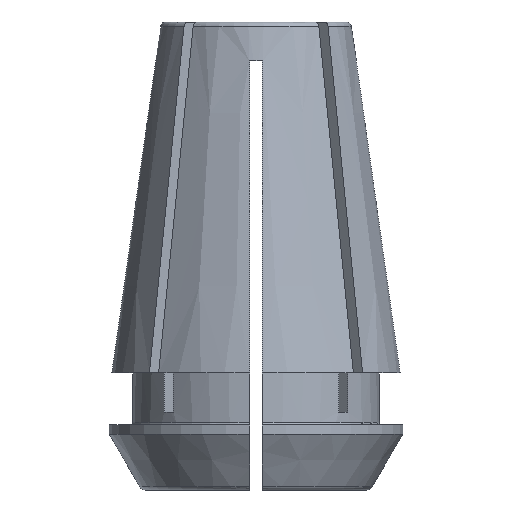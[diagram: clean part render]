
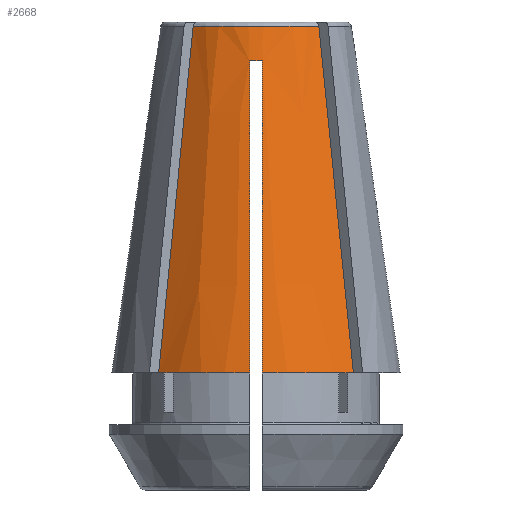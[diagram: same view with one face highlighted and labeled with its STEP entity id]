
A CAD part, front view. The second image highlights one B-rep face of the part: STEP entity #2668.
In plain terms, the highlighted conical face has half-angle 8 degrees and reference radius 5.502 mm.
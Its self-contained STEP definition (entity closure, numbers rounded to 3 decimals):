
#44=B_SPLINE_CURVE_WITH_KNOTS('',3,(#4038,#4039,#4040,#4041,#4042,#4043,
#4044),.UNSPECIFIED.,.F.,.F.,(4,3,4),(0.,0.006,
0.013),.UNSPECIFIED.);
#45=B_SPLINE_CURVE_WITH_KNOTS('',3,(#4049,#4050,#4051,#4052,#4053,#4054,
#4055),.UNSPECIFIED.,.F.,.F.,(4,3,4),(0.,0.01,
0.013),.UNSPECIFIED.);
#46=B_SPLINE_CURVE_WITH_KNOTS('',3,(#4059,#4060,#4061,#4062,#4063,#4064,
#4065,#4066,#4067,#4068),.UNSPECIFIED.,.F.,.F.,(4,3,3,4),(0.006,
0.007,0.014,0.018),
 .UNSPECIFIED.);
#47=B_SPLINE_CURVE_WITH_KNOTS('',3,(#4072,#4073,#4074,#4075,#4076,#4077,
#4078,#4079,#4080,#4081),.UNSPECIFIED.,.F.,.F.,(4,3,3,4),(0.006,
0.007,0.014,0.018),
 .UNSPECIFIED.);
#114=CONICAL_SURFACE('',#2843,5.502,0.14);
#630=ORIENTED_EDGE('',*,*,#1489,.F.);
#631=ORIENTED_EDGE('',*,*,#1490,.F.);
#632=ORIENTED_EDGE('',*,*,#1491,.F.);
#633=ORIENTED_EDGE('',*,*,#1492,.T.);
#634=ORIENTED_EDGE('',*,*,#1493,.F.);
#635=ORIENTED_EDGE('',*,*,#1494,.F.);
#636=ORIENTED_EDGE('',*,*,#1495,.T.);
#637=ORIENTED_EDGE('',*,*,#1496,.T.);
#1489=EDGE_CURVE('',#1916,#1917,#44,.T.);
#1490=EDGE_CURVE('',#1918,#1916,#2190,.T.);
#1491=EDGE_CURVE('',#1919,#1918,#45,.T.);
#1492=EDGE_CURVE('',#1919,#1920,#2191,.T.);
#1493=EDGE_CURVE('',#1921,#1920,#46,.T.);
#1494=EDGE_CURVE('',#1922,#1921,#2192,.T.);
#1495=EDGE_CURVE('',#1922,#1923,#47,.T.);
#1496=EDGE_CURVE('',#1923,#1917,#2193,.T.);
#1916=VERTEX_POINT('',#4045);
#1917=VERTEX_POINT('',#4046);
#1918=VERTEX_POINT('',#4048);
#1919=VERTEX_POINT('',#4056);
#1920=VERTEX_POINT('',#4058);
#1921=VERTEX_POINT('',#4069);
#1922=VERTEX_POINT('',#4071);
#1923=VERTEX_POINT('',#4082);
#2190=CIRCLE('',#2844,3.677);
#2191=CIRCLE('',#2845,5.55);
#2192=CIRCLE('',#2846,3.864);
#2193=CIRCLE('',#2847,5.55);
#2348=EDGE_LOOP('',(#630,#631,#632,#633,#634,#635,#636,#637));
#2492=FACE_BOUND('',#2348,.T.);
#2668=ADVANCED_FACE('',(#2492),#114,.T.);
#2843=AXIS2_PLACEMENT_3D('',#4037,#3198,#3199);
#2844=AXIS2_PLACEMENT_3D('',#4047,#3200,#3201);
#2845=AXIS2_PLACEMENT_3D('',#4057,#3202,#3203);
#2846=AXIS2_PLACEMENT_3D('',#4070,#3204,#3205);
#2847=AXIS2_PLACEMENT_3D('',#4083,#3206,#3207);
#3198=DIRECTION('',(0.,0.,-1.));
#3199=DIRECTION('',(-1.,0.,0.));
#3200=DIRECTION('',(0.,0.,1.));
#3201=DIRECTION('',(1.,0.,0.));
#3202=DIRECTION('',(0.,0.,1.));
#3203=DIRECTION('',(1.,0.,0.));
#3204=DIRECTION('',(0.,0.,-1.));
#3205=DIRECTION('',(-1.,0.,0.));
#3206=DIRECTION('',(0.,0.,1.));
#3207=DIRECTION('',(1.,0.,0.));
#4037=CARTESIAN_POINT('',(0.,0.,4.842));
#4038=CARTESIAN_POINT('',(2.417,-2.771,17.828));
#4039=CARTESIAN_POINT('',(2.629,-2.983,15.697));
#4040=CARTESIAN_POINT('',(2.842,-3.195,13.566));
#4041=CARTESIAN_POINT('',(3.054,-3.407,11.436));
#4042=CARTESIAN_POINT('',(3.284,-3.637,9.124));
#4043=CARTESIAN_POINT('',(3.514,-3.867,6.812));
#4044=CARTESIAN_POINT('',(3.744,-4.097,4.5));
#4045=CARTESIAN_POINT('',(2.417,-2.771,17.828));
#4046=CARTESIAN_POINT('',(3.744,-4.097,4.5));
#4047=CARTESIAN_POINT('',(0.,0.,17.828));
#4048=CARTESIAN_POINT('',(-2.417,-2.771,17.828));
#4049=CARTESIAN_POINT('',(-3.744,-4.097,4.5));
#4050=CARTESIAN_POINT('',(-3.424,-3.777,7.716));
#4051=CARTESIAN_POINT('',(-3.104,-3.457,10.932));
#4052=CARTESIAN_POINT('',(-2.784,-3.137,14.149));
#4053=CARTESIAN_POINT('',(-2.661,-3.015,15.375));
#4054=CARTESIAN_POINT('',(-2.539,-2.893,16.601));
#4055=CARTESIAN_POINT('',(-2.417,-2.771,17.828));
#4056=CARTESIAN_POINT('',(-3.744,-4.097,4.5));
#4057=CARTESIAN_POINT('',(0.,0.,4.5));
#4058=CARTESIAN_POINT('',(-0.25,-5.544,4.5));
#4059=CARTESIAN_POINT('',(-0.25,-3.855,16.5));
#4060=CARTESIAN_POINT('',(-0.25,-3.928,15.985));
#4061=CARTESIAN_POINT('',(-0.25,-4.,15.47));
#4062=CARTESIAN_POINT('',(-0.25,-4.073,14.956));
#4063=CARTESIAN_POINT('',(-0.25,-4.406,12.591));
#4064=CARTESIAN_POINT('',(-0.25,-4.739,10.226));
#4065=CARTESIAN_POINT('',(-0.25,-5.071,7.861));
#4066=CARTESIAN_POINT('',(-0.25,-5.229,6.741));
#4067=CARTESIAN_POINT('',(-0.25,-5.387,5.62));
#4068=CARTESIAN_POINT('',(-0.25,-5.544,4.5));
#4069=CARTESIAN_POINT('',(-0.25,-3.855,16.5));
#4070=CARTESIAN_POINT('',(0.,0.,16.5));
#4071=CARTESIAN_POINT('',(0.25,-3.855,16.5));
#4072=CARTESIAN_POINT('',(0.25,-3.855,16.5));
#4073=CARTESIAN_POINT('',(0.25,-3.928,15.985));
#4074=CARTESIAN_POINT('',(0.25,-4.,15.47));
#4075=CARTESIAN_POINT('',(0.25,-4.073,14.956));
#4076=CARTESIAN_POINT('',(0.25,-4.406,12.591));
#4077=CARTESIAN_POINT('',(0.25,-4.739,10.226));
#4078=CARTESIAN_POINT('',(0.25,-5.071,7.861));
#4079=CARTESIAN_POINT('',(0.25,-5.229,6.741));
#4080=CARTESIAN_POINT('',(0.25,-5.387,5.62));
#4081=CARTESIAN_POINT('',(0.25,-5.544,4.5));
#4082=CARTESIAN_POINT('',(0.25,-5.544,4.5));
#4083=CARTESIAN_POINT('',(0.,0.,4.5));
